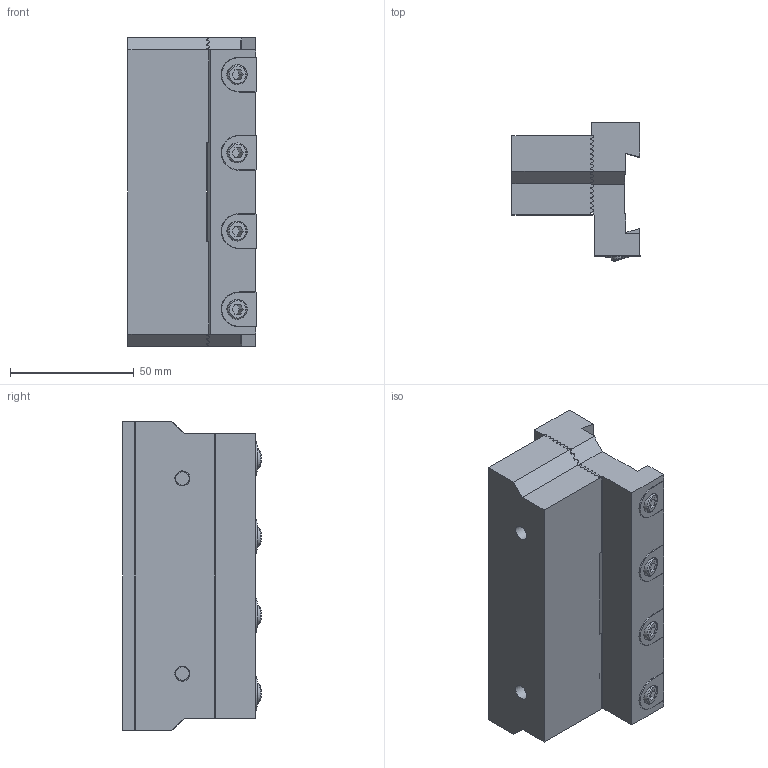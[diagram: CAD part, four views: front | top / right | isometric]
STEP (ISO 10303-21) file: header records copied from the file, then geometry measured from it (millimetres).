
FILE_DESCRIPTION(/* description */ (''),/* implementation_level */ '2;1');
FILE_NAME(/* name */ '150.10-3232-25.stp',/* time_stamp */ '2012-12-10T11:42:17+05:00',/* author */ (''),/* organization */ (''),/* preprocessor_version */ 'ST-DEVELOPER v11',/* originating_system */ 'SIEMENS PLM Software NX 7.5',/* authorisation */ '');
FILE_SCHEMA (('AUTOMOTIVE_DESIGN { 1 0 10303 214 1 1 1 1 }'));
Length unit declared in the file: millimetre
Products named in the file (1): inpuF657spe6
Bounding box: 51.83 x 56.21 x 125 mm (x, y, z)
Volume: 220764.5 mm3; surface area: 53786 mm2
Topology: 12 solids, 16 shells, 442 faces, 1212 edges, 802 vertices
Faces by surface type: plane 318, cylinder 98, cone 26
Full cylindrical faces by diameter (mm): 6 x2, 6.1 x2, 6.2 x6, 8 x12, 8.5 x4, 12 x2, 15.5 x2
Entity records: 13941 total; most frequent: CARTESIAN_POINT 2785, ORIENTED_EDGE 2260, DIRECTION 2250, EDGE_CURVE 1130, LINE 848, VECTOR 848, VERTEX_POINT 780, AXIS2_PLACEMENT_3D 701
